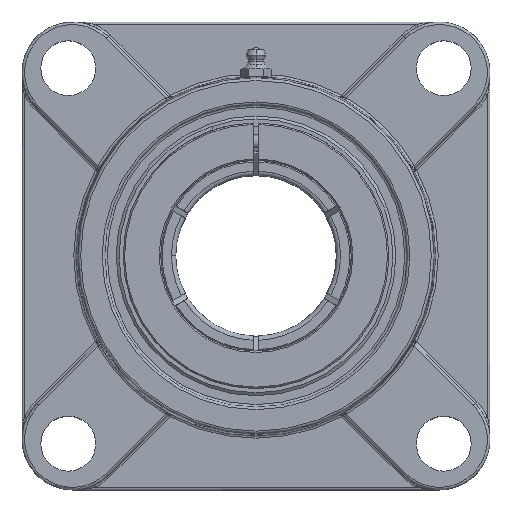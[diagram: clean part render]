
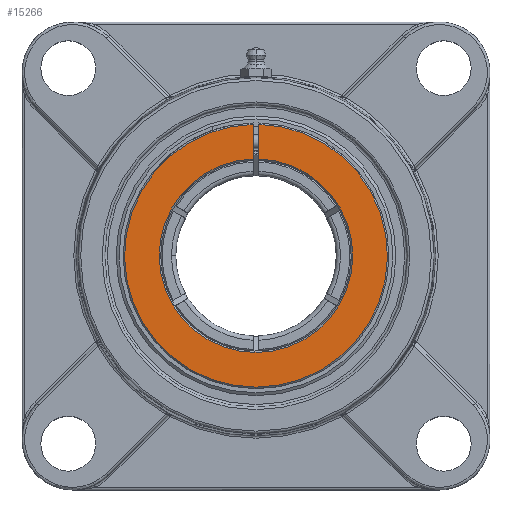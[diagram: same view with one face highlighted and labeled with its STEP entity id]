
A CAD part, top view. The second image highlights one B-rep face of the part: STEP entity #15266.
In plain terms, the highlighted planar face has unit normal (0, 0, 1).
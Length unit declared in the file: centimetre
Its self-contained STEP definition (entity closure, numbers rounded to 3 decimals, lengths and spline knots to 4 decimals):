
#15124=CARTESIAN_POINT('',(0.1,3.3485,1.45));
#15125=VERTEX_POINT('',#15124);
#15132=CARTESIAN_POINT('',(0.1,4.5489,1.45));
#15133=VERTEX_POINT('',#15132);
#15134=CARTESIAN_POINT('',(0.1,12346.7983,1.45));
#15135=DIRECTION('',(0.,-1.,0.));
#15136=VECTOR('',#15135,24690.);
#15137=LINE('',#15134,#15136);
#15138=EDGE_CURVE('',#15133,#15125,#15137,.T.);
#15155=CARTESIAN_POINT('',(-0.1,4.5489,1.45));
#15156=VERTEX_POINT('',#15155);
#15174=CARTESIAN_POINT('',(0.,0.,1.45));
#15175=DIRECTION('',(0.,-0.,-1.));
#15176=DIRECTION('',(0.,-1.,0.));
#15177=AXIS2_PLACEMENT_3D('',#15174,#15175,#15176);
#15178=CIRCLE('',#15177,4.55);
#15179=EDGE_CURVE('',#15133,#15156,#15178,.T.);
#15197=CARTESIAN_POINT('',(-0.1,3.3485,1.45));
#15198=VERTEX_POINT('',#15197);
#15199=CARTESIAN_POINT('',(-0.1,-12343.2017,1.45));
#15200=DIRECTION('',(0.,1.,-0.));
#15201=VECTOR('',#15200,24690.);
#15202=LINE('',#15199,#15201);
#15203=EDGE_CURVE('',#15198,#15156,#15202,.T.);
#15249=CARTESIAN_POINT('',(0.,0.,1.45));
#15250=DIRECTION('',(0.,0.,1.));
#15251=DIRECTION('',(1.,0.,0.));
#15252=AXIS2_PLACEMENT_3D('',#15249,#15250,#15251);
#15253=PLANE('',#15252);
#15254=ORIENTED_EDGE('',*,*,#15179,.F.);
#15255=ORIENTED_EDGE('',*,*,#15138,.T.);
#15256=CARTESIAN_POINT('',(0.,0.,1.45));
#15257=DIRECTION('',(0.,0.,1.));
#15258=DIRECTION('',(-0.,-1.,0.));
#15259=AXIS2_PLACEMENT_3D('',#15256,#15257,#15258);
#15260=CIRCLE('',#15259,3.35);
#15261=EDGE_CURVE('',#15198,#15125,#15260,.T.);
#15262=ORIENTED_EDGE('',*,*,#15261,.F.);
#15263=ORIENTED_EDGE('',*,*,#15203,.T.);
#15264=EDGE_LOOP('',(#15254,#15255,#15262,#15263));
#15265=FACE_BOUND('',#15264,.T.);
#15266=ADVANCED_FACE('',(#15265),#15253,.T.);
